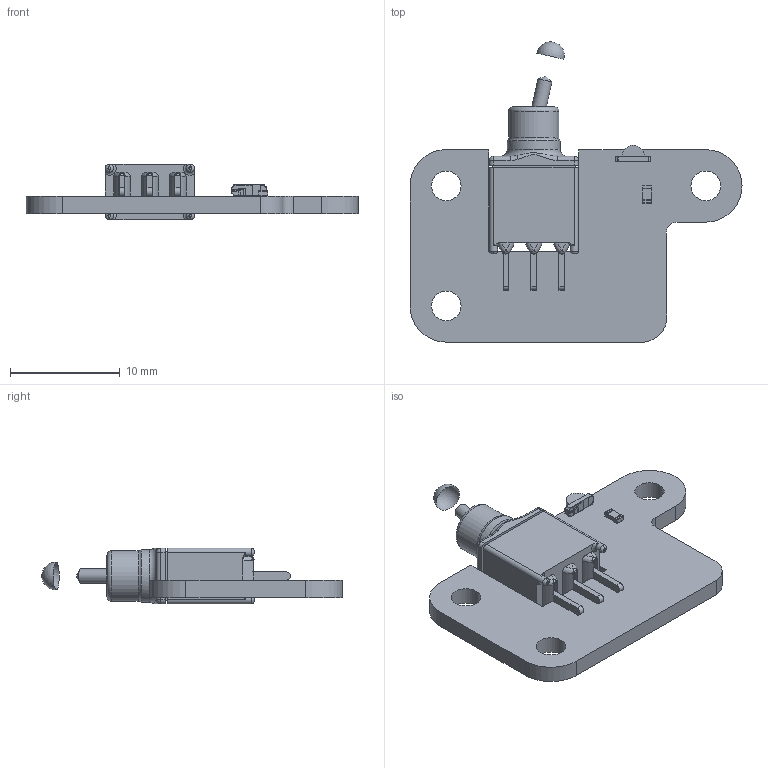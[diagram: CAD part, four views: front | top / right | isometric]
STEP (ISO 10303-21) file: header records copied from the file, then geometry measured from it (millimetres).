
FILE_DESCRIPTION(('KiCad electronic assembly'),'2;1');
FILE_NAME('power_switch.step','2024-07-03T14:35:18',('Pcbnew'),('Kicad') ,'Open CASCADE STEP processor 7.8','KiCad to STEP converter','Unknown' );
FILE_SCHEMA(('AUTOMOTIVE_DESIGN { 1 0 10303 214 1 1 1 1 }'));
Length unit declared in the file: millimetre
Products named in the file (8): power_switch 1; ET01MD1CBE; ET01MD1CBE_PART1; R_0603_1608Metric; Download_STP_WL-SBSW-1204 (rev1); 155312xx73200; power_switch_PCB
Assembly tree (7 placements, depth 3):
  power_switch 1
    ET01MD1CBE
      ET01MD1CBE_PART1
    R_0603_1608Metric
      R_0603_1608Metric
    Download_STP_WL-SBSW-1204 (rev1)
      155312xx73200
    power_switch_PCB
Bounding box: 30.22 x 27.34 x 5.08 mm (x, y, z)
Volume: 874.3 mm3; surface area: 1831.4 mm2
Topology: 10 solids, 10 shells, 629 faces, 1716 edges, 1101 vertices
Faces by surface type: plane 352, cylinder 189, torus 24, bspline 22, sphere 19, revolution 18, cone 5
Full cylindrical faces by diameter (mm): 0.762 x4, 1.295 x1, 2.7 x3, 3.226 x1, 4.572 x1, 4.801 x1
Entity records: 21604 total; most frequent: CARTESIAN_POINT 5294, ORIENTED_EDGE 3424, DIRECTION 3257, EDGE_CURVE 1712, VERTEX_POINT 1101, LINE 1097, VECTOR 1097, AXIS2_PLACEMENT_3D 1071
